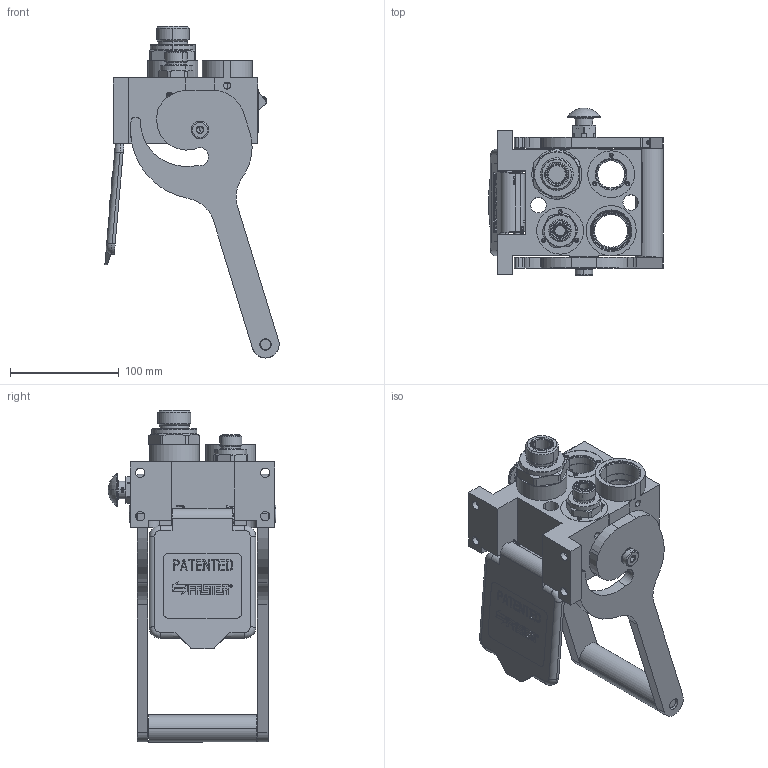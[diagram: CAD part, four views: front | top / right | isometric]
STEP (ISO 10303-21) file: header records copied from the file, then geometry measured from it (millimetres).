
FILE_DESCRIPTION (( 'STEP AP214' ), '1' );
FILE_NAME ('FASTER.step', '2025-01-28T11:39:03', ( '' ), ( '' ), 'SwSTEP 2.0', 'SolidWorks 2017', '' );
FILE_SCHEMA (( 'AUTOMOTIVE_DESIGN' ));
Length unit declared in the file: millimetre
Products named in the file (36): 4830_025_0000_001; 2ffnb3411-34sf; 2ffnb1211_12sf; sicura_p5; 4830_020_0000_032; curs_molla_34; A_2ffnb3411-34sf; 4850_041_0000_002; 4830_022_0000_011; 4830_024_3003_020; A_2ffnb1211_12sf; 4830_025_1000_000; or1_5x7_m; 4830_024_3003_011; 4830_024_3003_010; 4830_024_3003_000; et011; 4830_001_0005_301; 0048_042_0412_000; 4142_072_1000_300; 4250_014_1000_000; 4830_024_3003_000_ASM; 4340_014_0000_000; curs_molla_12; P510_F_VIT_BASE; 4830_013_3000_030; 4830_070_0000_001; 4150_072_1000_200; 4830_001_0005_300; 4820_001_0004_000; FASTER; 0048_317_1000_000; 4830_025_2000_000; 4810_001_0001_014
Assembly tree (37 placements, depth 4):
  FASTER
    P510_F_VIT_BASE
      4830_020_0000_032
      4830_025_1000_000
      4830_022_0000_011
      4810_001_0001_014
      4820_001_0004_000
      4830_013_3000_030  x2
      0048_317_1000_000  x2
      4830_001_0005_300
      4830_001_0005_301
      4830_070_0000_001
    A_2ffnb3411-34sf
      curs_molla_34
        4150_072_1000_200
        4250_014_1000_000
      2ffnb3411-34sf
        2ffnb3411-34sf
    A_2ffnb1211_12sf
      curs_molla_12
        4340_014_0000_000
        4142_072_1000_300
      2ffnb1211_12sf
        2ffnb1211_12sf
    4830_024_3003_000
      4830_024_3003_000_ASM
        4830_024_3003_011
        4830_024_3003_010
        4830_024_3003_020
      sicura_p5
        4830_025_0000_001
        or1_5x7_m
        0048_042_0412_000
      4830_025_2000_000
      4850_041_0000_002
    et011
Bounding box: 160.42 x 154.48 x 305.59 mm (x, y, z)
Volume: 242330.9 mm3; surface area: 279059.1 mm2
Topology: 20 solids, 60 shells, 3303 faces, 8623 edges, 5497 vertices
Faces by surface type: plane 1870, cylinder 653, cone 276, bspline 258, torus 207, sphere 39
Entity records: 138489 total; most frequent: CARTESIAN_POINT 53885, ORIENTED_EDGE 16508, DIRECTION 15223, EDGE_CURVE 8422, VECTOR 5599, LINE 5599, VERTEX_POINT 5412, AXIS2_PLACEMENT_3D 4812
